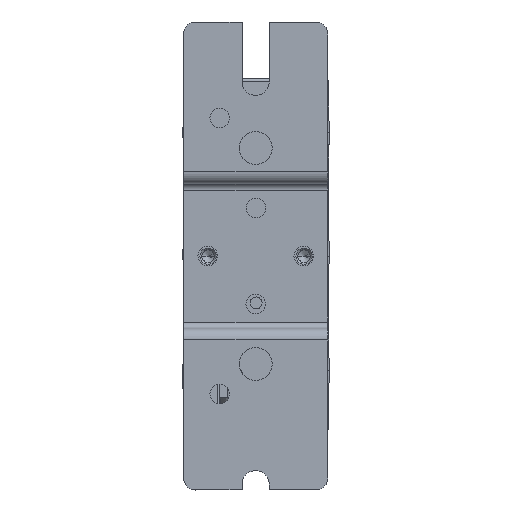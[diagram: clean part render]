
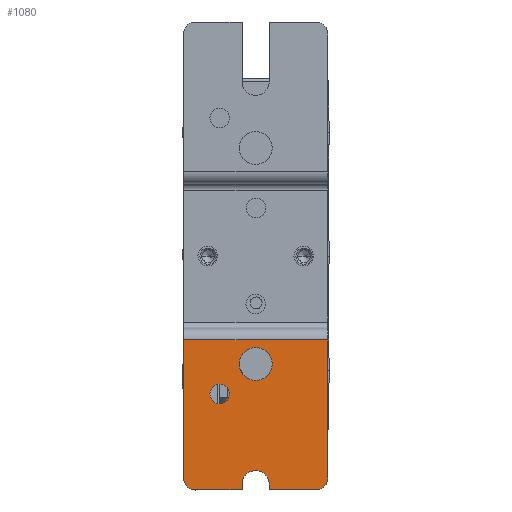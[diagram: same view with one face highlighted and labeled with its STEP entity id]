
A CAD part, top view. The second image highlights one B-rep face of the part: STEP entity #1080.
In plain terms, the highlighted planar face has unit normal (0, 0, 1).
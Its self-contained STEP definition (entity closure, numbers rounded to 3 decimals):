
#503 = AXIS2_PLACEMENT_3D ( 'NONE', #14396, #37509, #19671 ) ;
#517 = CIRCLE ( 'NONE', #19855, 2.579 ) ;
#825 = CARTESIAN_POINT ( 'NONE',  ( 18.936, 22.757, 36.211 ) ) ;
#949 = CARTESIAN_POINT ( 'NONE',  ( -19.164, 22.757, 36.211 ) ) ;
#1080 = ADVANCED_FACE ( 'NONE', ( #21228, #40479, #14010 ), #14100, .T. ) ;
#2274 = AXIS2_PLACEMENT_3D ( 'NONE', #40273, #22399, #15183 ) ;
#2691 = LINE ( 'NONE', #22666, #23188 ) ;
#3421 = CARTESIAN_POINT ( 'NONE',  ( -12.218, 8.469, 36.211 ) ) ;
#3594 = CARTESIAN_POINT ( 'NONE',  ( 3.458, -15.343, 36.211 ) ) ;
#4135 = CIRCLE ( 'NONE', #33755, 3.571 ) ;
#4141 = EDGE_CURVE ( 'NONE', #22735, #4823, #29557, .T. ) ;
#4745 = LINE ( 'NONE', #28125, #39197 ) ;
#4823 = VERTEX_POINT ( 'NONE', #949 ) ;
#5029 = EDGE_CURVE ( 'NONE', #22729, #39569, #20588, .T. ) ;
#5139 = VECTOR ( 'NONE', #39812, 1000. ) ;
#5218 = EDGE_CURVE ( 'NONE', #6556, #16637, #11827, .T. ) ;
#5684 = DIRECTION ( 'NONE',  ( 1., 0., 0. ) ) ;
#5927 = VERTEX_POINT ( 'NONE', #19556 ) ;
#6076 = EDGE_CURVE ( 'NONE', #39569, #22729, #17176, .T. ) ;
#6240 = DIRECTION ( 'NONE',  ( 0., 0., 1. ) ) ;
#6279 = CARTESIAN_POINT ( 'NONE',  ( -0.114, 16.407, 36.211 ) ) ;
#6402 = ORIENTED_EDGE ( 'NONE', *, *, #13636, .T. ) ;
#6465 = VECTOR ( 'NONE', #35096, 1000. ) ;
#6556 = VERTEX_POINT ( 'NONE', #16448 ) ;
#6710 = VERTEX_POINT ( 'NONE', #18913 ) ;
#6851 = VECTOR ( 'NONE', #29343, 1000. ) ;
#7182 = CIRCLE ( 'NONE', #2274, 3.175 ) ;
#7668 = EDGE_CURVE ( 'NONE', #32169, #40985, #31189, .T. ) ;
#8735 = DIRECTION ( 'NONE',  ( 1., 0., 0. ) ) ;
#8742 = CARTESIAN_POINT ( 'NONE',  ( 18.936, -13.756, 36.211 ) ) ;
#8776 = DIRECTION ( 'NONE',  ( 0., 0., 1. ) ) ;
#8807 = CARTESIAN_POINT ( 'NONE',  ( 15.761, -13.756, 36.211 ) ) ;
#8934 = AXIS2_PLACEMENT_3D ( 'NONE', #13438, #36604, #18757 ) ;
#9025 = LINE ( 'NONE', #3594, #15310 ) ;
#9524 = ORIENTED_EDGE ( 'NONE', *, *, #33791, .F. ) ;
#9680 = AXIS2_PLACEMENT_3D ( 'NONE', #6279, #6240, #5684 ) ;
#10180 = DIRECTION ( 'NONE',  ( -1., 0., 0. ) ) ;
#10708 = EDGE_CURVE ( 'NONE', #22898, #5927, #517, .T. ) ;
#11265 = ORIENTED_EDGE ( 'NONE', *, *, #10708, .F. ) ;
#11633 = ORIENTED_EDGE ( 'NONE', *, *, #7668, .T. ) ;
#11827 = LINE ( 'NONE', #35009, #24617 ) ;
#11901 = CARTESIAN_POINT ( 'NONE',  ( 18.936, 44.982, 36.211 ) ) ;
#11938 = ORIENTED_EDGE ( 'NONE', *, *, #4141, .T. ) ;
#12247 = CARTESIAN_POINT ( 'NONE',  ( -19.164, -13.756, 36.211 ) ) ;
#12770 = CARTESIAN_POINT ( 'NONE',  ( -10.909, 44.982, 36.211 ) ) ;
#13438 = CARTESIAN_POINT ( 'NONE',  ( -9.639, 8.469, 36.211 ) ) ;
#13636 = EDGE_CURVE ( 'NONE', #41204, #16637, #7182, .T. ) ;
#14010 = FACE_OUTER_BOUND ( 'NONE', #35567, .T. ) ;
#14100 = PLANE ( 'NONE',  #17605 ) ;
#14343 = ORIENTED_EDGE ( 'NONE', *, *, #27964, .F. ) ;
#14396 = CARTESIAN_POINT ( 'NONE',  ( -0.114, 16.407, 36.211 ) ) ;
#14564 = ORIENTED_EDGE ( 'NONE', *, *, #30067, .F. ) ;
#15183 = DIRECTION ( 'NONE',  ( 1., 0., 0. ) ) ;
#15310 = VECTOR ( 'NONE', #21736, 1000. ) ;
#15914 = ORIENTED_EDGE ( 'NONE', *, *, #30046, .T. ) ;
#16448 = CARTESIAN_POINT ( 'NONE',  ( -3.685, -16.931, 36.211 ) ) ;
#16637 = VERTEX_POINT ( 'NONE', #24924 ) ;
#16672 = CARTESIAN_POINT ( 'NONE',  ( -19.164, 44.982, 36.211 ) ) ;
#17176 = CIRCLE ( 'NONE', #9680, 4.365 ) ;
#17187 = DIRECTION ( 'NONE',  ( -1., 0., 0. ) ) ;
#17605 = AXIS2_PLACEMENT_3D ( 'NONE', #12770, #29042, #30706 ) ;
#17860 = EDGE_CURVE ( 'NONE', #41204, #4823, #34502, .T. ) ;
#18757 = DIRECTION ( 'NONE',  ( -1., 0., 0. ) ) ;
#18913 = CARTESIAN_POINT ( 'NONE',  ( 3.458, -15.343, 36.211 ) ) ;
#19041 = DIRECTION ( 'NONE',  ( -1., 0., 0. ) ) ;
#19556 = CARTESIAN_POINT ( 'NONE',  ( -7.059, 8.469, 36.211 ) ) ;
#19671 = DIRECTION ( 'NONE',  ( 1., 0., 0. ) ) ;
#19855 = AXIS2_PLACEMENT_3D ( 'NONE', #23146, #23164, #19041 ) ;
#20588 = CIRCLE ( 'NONE', #503, 4.365 ) ;
#20738 = CIRCLE ( 'NONE', #8934, 2.579 ) ;
#20823 = EDGE_CURVE ( 'NONE', #32169, #28332, #4745, .T. ) ;
#21228 = FACE_BOUND ( 'NONE', #40763, .T. ) ;
#21736 = DIRECTION ( 'NONE',  ( 0., 1., 0. ) ) ;
#22399 = DIRECTION ( 'NONE',  ( 0., 0., 1. ) ) ;
#22666 = CARTESIAN_POINT ( 'NONE',  ( -3.685, -15.343, 36.211 ) ) ;
#22729 = VERTEX_POINT ( 'NONE', #37614 ) ;
#22735 = VERTEX_POINT ( 'NONE', #825 ) ;
#22898 = VERTEX_POINT ( 'NONE', #3421 ) ;
#23146 = CARTESIAN_POINT ( 'NONE',  ( -9.639, 8.469, 36.211 ) ) ;
#23164 = DIRECTION ( 'NONE',  ( 0., 0., 1. ) ) ;
#23188 = VECTOR ( 'NONE', #25457, 1000. ) ;
#23775 = ORIENTED_EDGE ( 'NONE', *, *, #5218, .F. ) ;
#23849 = AXIS2_PLACEMENT_3D ( 'NONE', #8807, #8776, #8735 ) ;
#24617 = VECTOR ( 'NONE', #17187, 1000. ) ;
#24924 = CARTESIAN_POINT ( 'NONE',  ( -15.989, -16.931, 36.211 ) ) ;
#25457 = DIRECTION ( 'NONE',  ( 0., -1., 0. ) ) ;
#25892 = CARTESIAN_POINT ( 'NONE',  ( -3.685, -15.343, 36.211 ) ) ;
#27964 = EDGE_CURVE ( 'NONE', #5927, #22898, #20738, .T. ) ;
#28125 = CARTESIAN_POINT ( 'NONE',  ( -10.909, -16.931, 36.211 ) ) ;
#28195 = ORIENTED_EDGE ( 'NONE', *, *, #36691, .F. ) ;
#28206 = EDGE_LOOP ( 'NONE', ( #11265, #14343 ) ) ;
#28332 = VERTEX_POINT ( 'NONE', #36726 ) ;
#28847 = CARTESIAN_POINT ( 'NONE',  ( -0.114, -15.343, 36.211 ) ) ;
#29042 = DIRECTION ( 'NONE',  ( 0., 0., 1. ) ) ;
#29343 = DIRECTION ( 'NONE',  ( -1., 0., 0. ) ) ;
#29553 = CARTESIAN_POINT ( 'NONE',  ( -19.164, 22.757, 36.211 ) ) ;
#29557 = LINE ( 'NONE', #29553, #6851 ) ;
#29772 = LINE ( 'NONE', #11901, #6465 ) ;
#30046 = EDGE_CURVE ( 'NONE', #40985, #22735, #29772, .T. ) ;
#30067 = EDGE_CURVE ( 'NONE', #28332, #6710, #9025, .T. ) ;
#30706 = DIRECTION ( 'NONE',  ( 1., 0., 0. ) ) ;
#30814 = ORIENTED_EDGE ( 'NONE', *, *, #20823, .F. ) ;
#31189 = CIRCLE ( 'NONE', #23849, 3.175 ) ;
#32169 = VERTEX_POINT ( 'NONE', #36094 ) ;
#33755 = AXIS2_PLACEMENT_3D ( 'NONE', #28847, #39478, #40122 ) ;
#33791 = EDGE_CURVE ( 'NONE', #34165, #6556, #2691, .T. ) ;
#34165 = VERTEX_POINT ( 'NONE', #25892 ) ;
#34502 = LINE ( 'NONE', #16672, #5139 ) ;
#35009 = CARTESIAN_POINT ( 'NONE',  ( -10.909, -16.931, 36.211 ) ) ;
#35096 = DIRECTION ( 'NONE',  ( 0., 1., 0. ) ) ;
#35567 = EDGE_LOOP ( 'NONE', ( #23775, #9524, #28195, #14564, #30814, #11633, #15914, #11938, #38155, #6402 ) ) ;
#36094 = CARTESIAN_POINT ( 'NONE',  ( 15.761, -16.931, 36.211 ) ) ;
#36124 = ORIENTED_EDGE ( 'NONE', *, *, #5029, .F. ) ;
#36604 = DIRECTION ( 'NONE',  ( 0., 0., 1. ) ) ;
#36691 = EDGE_CURVE ( 'NONE', #6710, #34165, #4135, .T. ) ;
#36726 = CARTESIAN_POINT ( 'NONE',  ( 3.458, -16.931, 36.211 ) ) ;
#37509 = DIRECTION ( 'NONE',  ( 0., 0., 1. ) ) ;
#37614 = CARTESIAN_POINT ( 'NONE',  ( -4.479, 16.407, 36.211 ) ) ;
#38155 = ORIENTED_EDGE ( 'NONE', *, *, #17860, .F. ) ;
#39197 = VECTOR ( 'NONE', #10180, 1000. ) ;
#39478 = DIRECTION ( 'NONE',  ( 0., 0., 1. ) ) ;
#39569 = VERTEX_POINT ( 'NONE', #40734 ) ;
#39812 = DIRECTION ( 'NONE',  ( 0., 1., 0. ) ) ;
#40122 = DIRECTION ( 'NONE',  ( 1., 0., 0. ) ) ;
#40273 = CARTESIAN_POINT ( 'NONE',  ( -15.989, -13.756, 36.211 ) ) ;
#40328 = ORIENTED_EDGE ( 'NONE', *, *, #6076, .F. ) ;
#40479 = FACE_BOUND ( 'NONE', #28206, .T. ) ;
#40734 = CARTESIAN_POINT ( 'NONE',  ( 4.251, 16.407, 36.211 ) ) ;
#40763 = EDGE_LOOP ( 'NONE', ( #36124, #40328 ) ) ;
#40985 = VERTEX_POINT ( 'NONE', #8742 ) ;
#41204 = VERTEX_POINT ( 'NONE', #12247 ) ;
